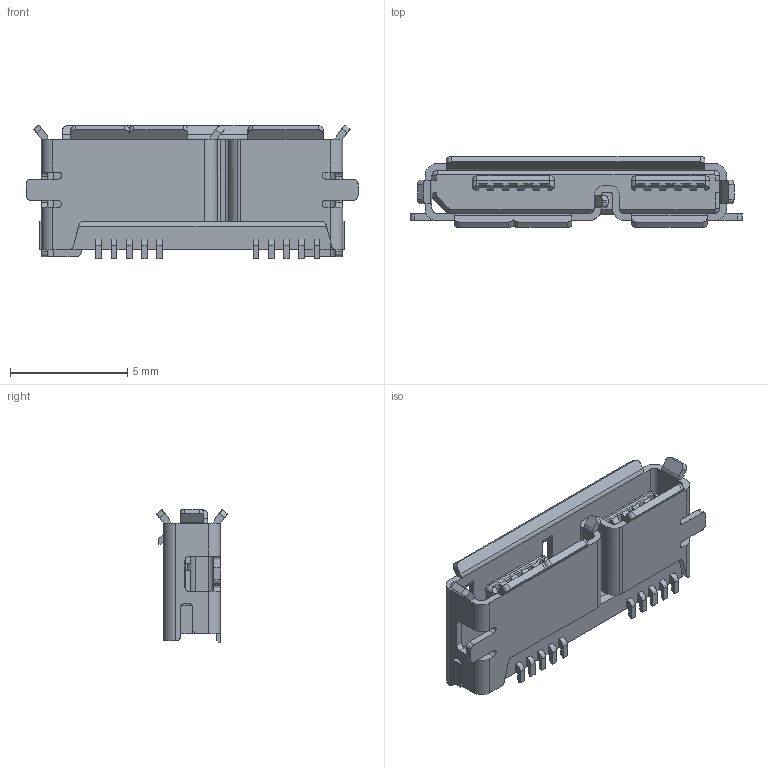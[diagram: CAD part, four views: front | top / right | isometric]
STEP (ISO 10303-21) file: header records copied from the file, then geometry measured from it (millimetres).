
FILE_DESCRIPTION (( 'STEP AP214' ), '1' );
FILE_NAME ('CUI_DEVICES_UJ3-MIABH-1-SMT.step', '2019-10-22T13:48:14', ( '' ), ( '' ), 'SwSTEP 2.0', 'SolidWorks 2019', '' );
FILE_SCHEMA (( 'AUTOMOTIVE_DESIGN' ));
Length unit declared in the file: inch
Products named in the file (1): CUI_DEVICES_UJ3-MIABH-1-SMT
Bounding box: 14.15 x 3.02 x 5.71 mm (x, y, z)
Volume: 74.9 mm3; surface area: 419.8 mm2
Topology: 1 solids, 1 shells, 819 faces, 2232 edges, 1426 vertices
Faces by surface type: plane 675, cylinder 129, bspline 8, cone 7
Entity records: 29977 total; most frequent: CARTESIAN_POINT 4861, ORIENTED_EDGE 4456, DIRECTION 4039, EDGE_CURVE 2228, LINE 1939, VECTOR 1939, VERTEX_POINT 1426, AXIS2_PLACEMENT_3D 1050
